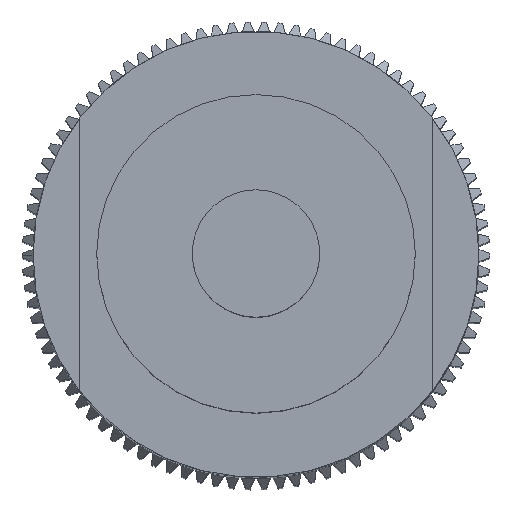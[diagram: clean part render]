
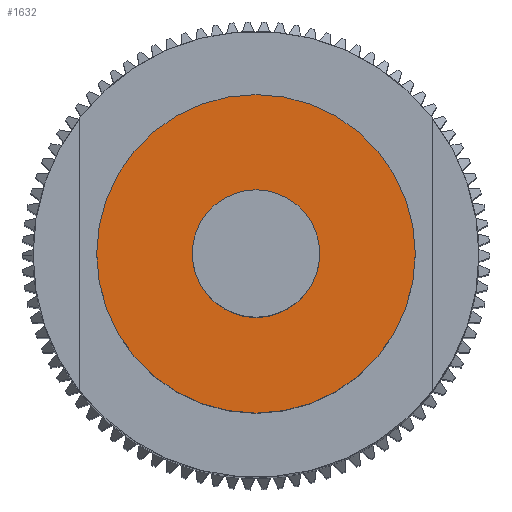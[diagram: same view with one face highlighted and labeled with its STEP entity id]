
A CAD part, top view. The second image highlights one B-rep face of the part: STEP entity #1632.
In plain terms, the highlighted planar face has unit normal (0, 0, 1).
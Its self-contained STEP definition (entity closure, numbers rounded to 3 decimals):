
#103 = AXIS2_PLACEMENT_3D ( 'NONE', #13931, #5496, #15327 ) ;
#1016 = CARTESIAN_POINT ( 'NONE',  ( -2.25, 0., 21.5 ) ) ;
#1281 = AXIS2_PLACEMENT_3D ( 'NONE', #16561, #8166, #17967 ) ;
#1632 = ADVANCED_FACE ( 'NONE', ( #4623, #11656 ), #16215, .T. ) ;
#2939 = ORIENTED_EDGE ( 'NONE', *, *, #9470, .F. ) ;
#3556 = ORIENTED_EDGE ( 'NONE', *, *, #15554, .T. ) ;
#4378 = CIRCLE ( 'NONE', #16409, 0.9 ) ;
#4623 = FACE_OUTER_BOUND ( 'NONE', #12669, .T. ) ;
#4868 = DIRECTION ( 'NONE',  ( 0., 0., 1. ) ) ;
#5309 = CARTESIAN_POINT ( 'NONE',  ( 0., 0., 21.5 ) ) ;
#5452 = CARTESIAN_POINT ( 'NONE',  ( -0.9, 0., 21.5 ) ) ;
#5496 = DIRECTION ( 'NONE',  ( 0., 0., 1. ) ) ;
#5579 = EDGE_LOOP ( 'NONE', ( #11336, #2939 ) ) ;
#5852 = AXIS2_PLACEMENT_3D ( 'NONE', #14846, #4868, #17608 ) ;
#6279 = DIRECTION ( 'NONE',  ( 0., 0., 1. ) ) ;
#6709 = DIRECTION ( 'NONE',  ( 1., 0., 0. ) ) ;
#8166 = DIRECTION ( 'NONE',  ( 0., 0., 1. ) ) ;
#8207 = VERTEX_POINT ( 'NONE', #5452 ) ;
#8539 = EDGE_CURVE ( 'NONE', #14750, #17720, #10344, .T. ) ;
#9175 = ORIENTED_EDGE ( 'NONE', *, *, #8539, .T. ) ;
#9470 = EDGE_CURVE ( 'NONE', #10473, #8207, #4378, .T. ) ;
#10344 = CIRCLE ( 'NONE', #15615, 2.25 ) ;
#10473 = VERTEX_POINT ( 'NONE', #17833 ) ;
#11336 = ORIENTED_EDGE ( 'NONE', *, *, #16019, .F. ) ;
#11656 = FACE_BOUND ( 'NONE', #5579, .T. ) ;
#12669 = EDGE_LOOP ( 'NONE', ( #3556, #9175 ) ) ;
#12880 = CARTESIAN_POINT ( 'NONE',  ( 2.25, 0., 21.5 ) ) ;
#13931 = CARTESIAN_POINT ( 'NONE',  ( 0., 0., 21.5 ) ) ;
#14739 = CARTESIAN_POINT ( 'NONE',  ( 0., 0., 21.5 ) ) ;
#14750 = VERTEX_POINT ( 'NONE', #12880 ) ;
#14846 = CARTESIAN_POINT ( 'NONE',  ( 0., 0., 21.5 ) ) ;
#15152 = DIRECTION ( 'NONE',  ( 0., 0., 1. ) ) ;
#15260 = CIRCLE ( 'NONE', #103, 2.25 ) ;
#15327 = DIRECTION ( 'NONE',  ( 1., 0., 0. ) ) ;
#15554 = EDGE_CURVE ( 'NONE', #17720, #14750, #15260, .T. ) ;
#15615 = AXIS2_PLACEMENT_3D ( 'NONE', #14739, #6279, #16113 ) ;
#15864 = CIRCLE ( 'NONE', #1281, 0.9 ) ;
#16019 = EDGE_CURVE ( 'NONE', #8207, #10473, #15864, .T. ) ;
#16113 = DIRECTION ( 'NONE',  ( 1., 0., 0. ) ) ;
#16215 = PLANE ( 'NONE',  #5852 ) ;
#16409 = AXIS2_PLACEMENT_3D ( 'NONE', #5309, #15152, #6709 ) ;
#16561 = CARTESIAN_POINT ( 'NONE',  ( 0., 0., 21.5 ) ) ;
#17608 = DIRECTION ( 'NONE',  ( 1., 0., 0. ) ) ;
#17720 = VERTEX_POINT ( 'NONE', #1016 ) ;
#17833 = CARTESIAN_POINT ( 'NONE',  ( 0.9, 0., 21.5 ) ) ;
#17967 = DIRECTION ( 'NONE',  ( 1., 0., 0. ) ) ;
